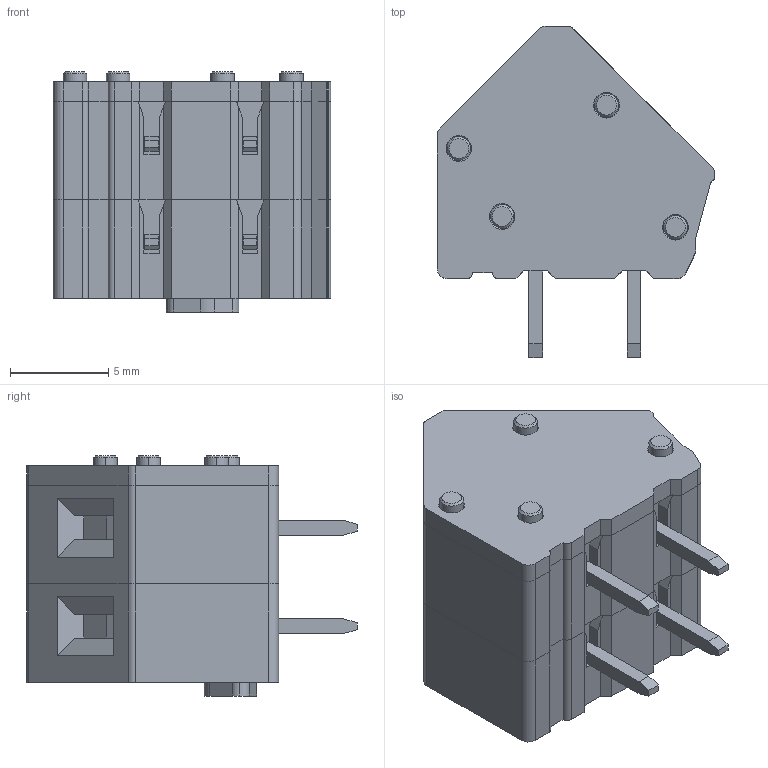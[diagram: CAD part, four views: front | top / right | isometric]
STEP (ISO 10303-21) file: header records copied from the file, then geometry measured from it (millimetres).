
FILE_DESCRIPTION (( 'STEP AP203' ), '1' );
FILE_NAME ('CUI_DEVICES_TBL007A-500-02BE.step', '2019-11-17T16:44:19', ( '' ), ( '' ), 'SwSTEP 2.0', 'SolidWorks 2019', '' );
FILE_SCHEMA (( 'CONFIG_CONTROL_DESIGN' ));
Length unit declared in the file: millimetre
Products named in the file (1): CUI_DEVICES_TBL007A-500-02BE
Bounding box: 14.1 x 16.8 x 12.2 mm (x, y, z)
Volume: 1266.8 mm3; surface area: 1732.1 mm2
Topology: 3 solids, 3 shells, 400 faces, 1094 edges, 724 vertices
Faces by surface type: plane 208, cylinder 134, cone 58
Entity records: 12807 total; most frequent: DIRECTION 2262, CARTESIAN_POINT 2225, ORIENTED_EDGE 2184, EDGE_CURVE 1092, AXIS2_PLACEMENT_3D 771, VERTEX_POINT 724, LINE 720, VECTOR 720
